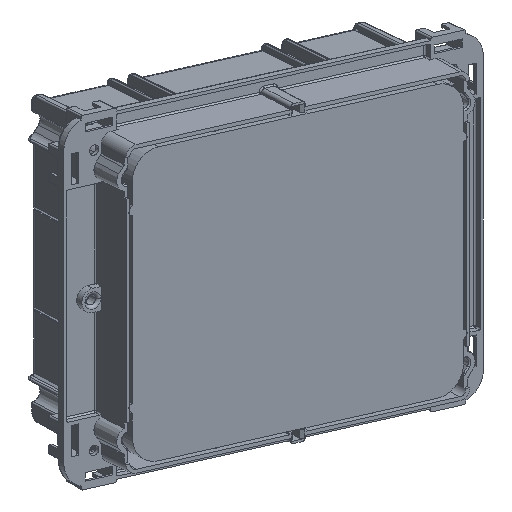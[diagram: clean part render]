
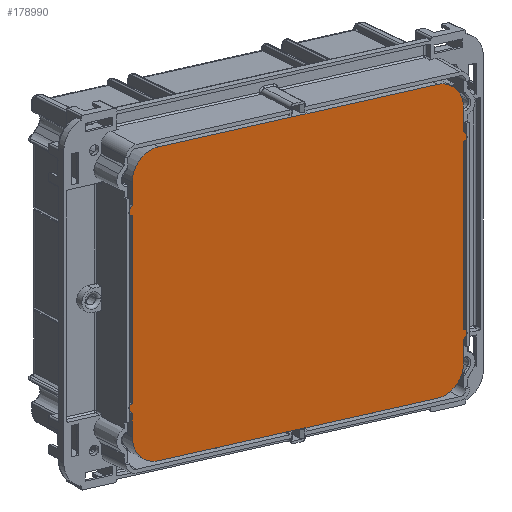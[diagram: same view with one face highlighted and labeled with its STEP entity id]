
A CAD part, top view. The second image highlights one B-rep face of the part: STEP entity #178990.
In plain terms, the highlighted face is planar.
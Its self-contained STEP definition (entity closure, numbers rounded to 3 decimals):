
#178346=CARTESIAN_POINT('Vertex',(-36.75,-53.75,6.)) ;
#178360=CARTESIAN_POINT('Vertex',(-30.073,-53.75,6.)) ;
#178363=CARTESIAN_POINT('Line Origine',(-33.411,-53.75,6.)) ;
#178391=CARTESIAN_POINT('Vertex',(-28.872,-54.649,6.)) ;
#178394=CARTESIAN_POINT('Line Origine',(-29.472,-54.2,6.)) ;
#178422=CARTESIAN_POINT('Vertex',(-27.113,-53.75,6.)) ;
#178425=CARTESIAN_POINT('Axis2P3D Location',(-28.213,-53.769,6.)) ;
#178448=CARTESIAN_POINT('Vertex',(27.113,-53.75,6.)) ;
#178451=CARTESIAN_POINT('Line Origine',(0.,-53.75,6.)) ;
#178479=CARTESIAN_POINT('Vertex',(28.872,-54.649,6.)) ;
#178482=CARTESIAN_POINT('Axis2P3D Location',(28.213,-53.769,6.)) ;
#178510=CARTESIAN_POINT('Vertex',(30.073,-53.75,6.)) ;
#178513=CARTESIAN_POINT('Line Origine',(29.472,-54.2,6.)) ;
#178536=CARTESIAN_POINT('Vertex',(36.75,-53.75,6.)) ;
#178539=CARTESIAN_POINT('Line Origine',(33.411,-53.75,6.)) ;
#178567=CARTESIAN_POINT('Vertex',(45.25,-45.25,6.)) ;
#178570=CARTESIAN_POINT('Axis2P3D Location',(36.75,-45.25,6.)) ;
#178598=CARTESIAN_POINT('Vertex',(45.25,45.25,6.)) ;
#178601=CARTESIAN_POINT('Line Origine',(45.25,0.,6.)) ;
#178629=CARTESIAN_POINT('Vertex',(36.75,53.75,6.)) ;
#178632=CARTESIAN_POINT('Axis2P3D Location',(36.75,45.25,6.)) ;
#178660=CARTESIAN_POINT('Vertex',(30.073,53.75,6.)) ;
#178663=CARTESIAN_POINT('Line Origine',(33.411,53.75,6.)) ;
#178691=CARTESIAN_POINT('Vertex',(28.872,54.649,6.)) ;
#178694=CARTESIAN_POINT('Line Origine',(29.472,54.2,6.)) ;
#178722=CARTESIAN_POINT('Vertex',(27.113,53.75,6.)) ;
#178725=CARTESIAN_POINT('Axis2P3D Location',(28.213,53.769,6.)) ;
#178748=CARTESIAN_POINT('Vertex',(-27.113,53.75,6.)) ;
#178751=CARTESIAN_POINT('Line Origine',(0.,53.75,6.)) ;
#178779=CARTESIAN_POINT('Vertex',(-28.872,54.649,6.)) ;
#178782=CARTESIAN_POINT('Axis2P3D Location',(-28.213,53.769,6.)) ;
#178810=CARTESIAN_POINT('Vertex',(-30.073,53.75,6.)) ;
#178813=CARTESIAN_POINT('Line Origine',(-29.472,54.2,6.)) ;
#178836=CARTESIAN_POINT('Vertex',(-36.75,53.75,6.)) ;
#178839=CARTESIAN_POINT('Line Origine',(-33.411,53.75,6.)) ;
#178867=CARTESIAN_POINT('Vertex',(-45.25,45.25,6.)) ;
#178870=CARTESIAN_POINT('Axis2P3D Location',(-36.75,45.25,6.)) ;
#178898=CARTESIAN_POINT('Vertex',(-45.25,-45.25,6.)) ;
#178901=CARTESIAN_POINT('Line Origine',(-45.25,0.,6.)) ;
#178923=CARTESIAN_POINT('Axis2P3D Location',(-36.75,-45.25,6.)) ;
#178963=CARTESIAN_POINT('Axis2P3D Location',(0.,0.,6.)) ;
#178364=DIRECTION('Vector Direction',(1.,0.,0.)) ;
#178395=DIRECTION('Vector Direction',(-0.8,0.6,0.)) ;
#178426=DIRECTION('Axis2P3D Direction',(0.,0.,1.)) ;
#178452=DIRECTION('Vector Direction',(1.,0.,0.)) ;
#178483=DIRECTION('Axis2P3D Direction',(0.,0.,1.)) ;
#178514=DIRECTION('Vector Direction',(0.8,0.6,0.)) ;
#178540=DIRECTION('Vector Direction',(1.,0.,0.)) ;
#178571=DIRECTION('Axis2P3D Direction',(0.,0.,1.)) ;
#178602=DIRECTION('Vector Direction',(0.,1.,0.)) ;
#178633=DIRECTION('Axis2P3D Direction',(0.,0.,1.)) ;
#178664=DIRECTION('Vector Direction',(1.,0.,0.)) ;
#178695=DIRECTION('Vector Direction',(0.8,-0.6,0.)) ;
#178726=DIRECTION('Axis2P3D Direction',(0.,0.,1.)) ;
#178752=DIRECTION('Vector Direction',(1.,0.,0.)) ;
#178783=DIRECTION('Axis2P3D Direction',(0.,0.,1.)) ;
#178814=DIRECTION('Vector Direction',(-0.8,-0.6,0.)) ;
#178840=DIRECTION('Vector Direction',(1.,0.,0.)) ;
#178871=DIRECTION('Axis2P3D Direction',(0.,0.,1.)) ;
#178902=DIRECTION('Vector Direction',(0.,1.,0.)) ;
#178924=DIRECTION('Axis2P3D Direction',(0.,0.,1.)) ;
#178964=DIRECTION('Axis2P3D Direction',(0.,0.,1.)) ;
#178965=DIRECTION('Axis2P3D XDirection',(1.,0.,0.)) ;
#178427=AXIS2_PLACEMENT_3D('Circle Axis2P3D',#178425,#178426,$) ;
#178484=AXIS2_PLACEMENT_3D('Circle Axis2P3D',#178482,#178483,$) ;
#178572=AXIS2_PLACEMENT_3D('Circle Axis2P3D',#178570,#178571,$) ;
#178634=AXIS2_PLACEMENT_3D('Circle Axis2P3D',#178632,#178633,$) ;
#178727=AXIS2_PLACEMENT_3D('Circle Axis2P3D',#178725,#178726,$) ;
#178784=AXIS2_PLACEMENT_3D('Circle Axis2P3D',#178782,#178783,$) ;
#178872=AXIS2_PLACEMENT_3D('Circle Axis2P3D',#178870,#178871,$) ;
#178925=AXIS2_PLACEMENT_3D('Circle Axis2P3D',#178923,#178924,$) ;
#178966=AXIS2_PLACEMENT_3D('Plane Axis2P3D',#178963,#178964,#178965) ;
#178969=ORIENTED_EDGE('',*,*,#178367,.T.) ;
#178970=ORIENTED_EDGE('',*,*,#178398,.T.) ;
#178971=ORIENTED_EDGE('',*,*,#178429,.T.) ;
#178972=ORIENTED_EDGE('',*,*,#178455,.T.) ;
#178973=ORIENTED_EDGE('',*,*,#178486,.T.) ;
#178974=ORIENTED_EDGE('',*,*,#178517,.T.) ;
#178975=ORIENTED_EDGE('',*,*,#178543,.T.) ;
#178976=ORIENTED_EDGE('',*,*,#178574,.T.) ;
#178977=ORIENTED_EDGE('',*,*,#178605,.T.) ;
#178978=ORIENTED_EDGE('',*,*,#178636,.T.) ;
#178979=ORIENTED_EDGE('',*,*,#178667,.T.) ;
#178980=ORIENTED_EDGE('',*,*,#178698,.T.) ;
#178981=ORIENTED_EDGE('',*,*,#178729,.T.) ;
#178982=ORIENTED_EDGE('',*,*,#178755,.T.) ;
#178983=ORIENTED_EDGE('',*,*,#178786,.T.) ;
#178984=ORIENTED_EDGE('',*,*,#178817,.T.) ;
#178985=ORIENTED_EDGE('',*,*,#178843,.T.) ;
#178986=ORIENTED_EDGE('',*,*,#178874,.T.) ;
#178987=ORIENTED_EDGE('',*,*,#178905,.T.) ;
#178988=ORIENTED_EDGE('',*,*,#178927,.T.) ;
#178365=VECTOR('Line Direction',#178364,1.) ;
#178396=VECTOR('Line Direction',#178395,1.) ;
#178453=VECTOR('Line Direction',#178452,1.) ;
#178515=VECTOR('Line Direction',#178514,1.) ;
#178541=VECTOR('Line Direction',#178540,1.) ;
#178603=VECTOR('Line Direction',#178602,1.) ;
#178665=VECTOR('Line Direction',#178664,1.) ;
#178696=VECTOR('Line Direction',#178695,1.) ;
#178753=VECTOR('Line Direction',#178752,1.) ;
#178815=VECTOR('Line Direction',#178814,1.) ;
#178841=VECTOR('Line Direction',#178840,1.) ;
#178903=VECTOR('Line Direction',#178902,1.) ;
#178990=ADVANCED_FACE('PartBody',(#178989),#178967,.T.) ;
#178428=CIRCLE('generated circle',#178427,1.1) ;
#178485=CIRCLE('generated circle',#178484,1.1) ;
#178573=CIRCLE('generated circle',#178572,8.5) ;
#178635=CIRCLE('generated circle',#178634,8.5) ;
#178728=CIRCLE('generated circle',#178727,1.1) ;
#178785=CIRCLE('generated circle',#178784,1.1) ;
#178873=CIRCLE('generated circle',#178872,8.5) ;
#178926=CIRCLE('generated circle',#178925,8.5) ;
#178367=EDGE_CURVE('',#178347,#178361,#178366,.T.) ;
#178398=EDGE_CURVE('',#178361,#178392,#178397,.F.) ;
#178429=EDGE_CURVE('',#178392,#178423,#178428,.T.) ;
#178455=EDGE_CURVE('',#178423,#178449,#178454,.T.) ;
#178486=EDGE_CURVE('',#178449,#178480,#178485,.T.) ;
#178517=EDGE_CURVE('',#178480,#178511,#178516,.T.) ;
#178543=EDGE_CURVE('',#178511,#178537,#178542,.T.) ;
#178574=EDGE_CURVE('',#178537,#178568,#178573,.T.) ;
#178605=EDGE_CURVE('',#178568,#178599,#178604,.T.) ;
#178636=EDGE_CURVE('',#178599,#178630,#178635,.T.) ;
#178667=EDGE_CURVE('',#178630,#178661,#178666,.F.) ;
#178698=EDGE_CURVE('',#178661,#178692,#178697,.F.) ;
#178729=EDGE_CURVE('',#178692,#178723,#178728,.T.) ;
#178755=EDGE_CURVE('',#178723,#178749,#178754,.F.) ;
#178786=EDGE_CURVE('',#178749,#178780,#178785,.T.) ;
#178817=EDGE_CURVE('',#178780,#178811,#178816,.T.) ;
#178843=EDGE_CURVE('',#178811,#178837,#178842,.F.) ;
#178874=EDGE_CURVE('',#178837,#178868,#178873,.T.) ;
#178905=EDGE_CURVE('',#178868,#178899,#178904,.F.) ;
#178927=EDGE_CURVE('',#178899,#178347,#178926,.T.) ;
#178968=EDGE_LOOP('',(#178969,#178970,#178971,#178972,#178973,#178974,#178975,#178976,#178977,#178978,#178979,#178980,#178981,#178982,#178983,#178984,#178985,#178986,#178987,#178988)) ;
#178989=FACE_OUTER_BOUND('',#178968,.T.) ;
#178366=LINE('Line',#178363,#178365) ;
#178397=LINE('Line',#178394,#178396) ;
#178454=LINE('Line',#178451,#178453) ;
#178516=LINE('Line',#178513,#178515) ;
#178542=LINE('Line',#178539,#178541) ;
#178604=LINE('Line',#178601,#178603) ;
#178666=LINE('Line',#178663,#178665) ;
#178697=LINE('Line',#178694,#178696) ;
#178754=LINE('Line',#178751,#178753) ;
#178816=LINE('Line',#178813,#178815) ;
#178842=LINE('Line',#178839,#178841) ;
#178904=LINE('Line',#178901,#178903) ;
#178967=PLANE('',#178966) ;
#178347=VERTEX_POINT('',#178346) ;
#178361=VERTEX_POINT('',#178360) ;
#178392=VERTEX_POINT('',#178391) ;
#178423=VERTEX_POINT('',#178422) ;
#178449=VERTEX_POINT('',#178448) ;
#178480=VERTEX_POINT('',#178479) ;
#178511=VERTEX_POINT('',#178510) ;
#178537=VERTEX_POINT('',#178536) ;
#178568=VERTEX_POINT('',#178567) ;
#178599=VERTEX_POINT('',#178598) ;
#178630=VERTEX_POINT('',#178629) ;
#178661=VERTEX_POINT('',#178660) ;
#178692=VERTEX_POINT('',#178691) ;
#178723=VERTEX_POINT('',#178722) ;
#178749=VERTEX_POINT('',#178748) ;
#178780=VERTEX_POINT('',#178779) ;
#178811=VERTEX_POINT('',#178810) ;
#178837=VERTEX_POINT('',#178836) ;
#178868=VERTEX_POINT('',#178867) ;
#178899=VERTEX_POINT('',#178898) ;
